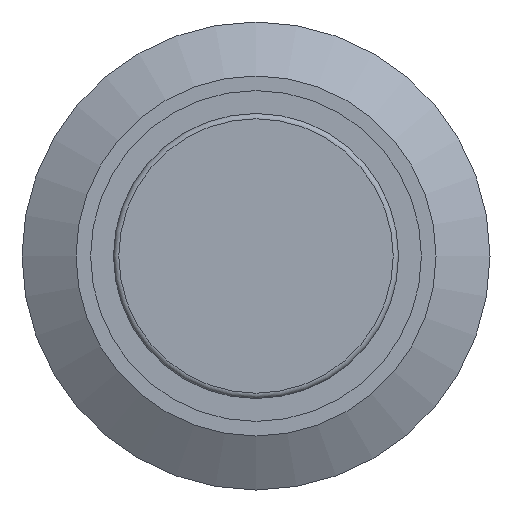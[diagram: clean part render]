
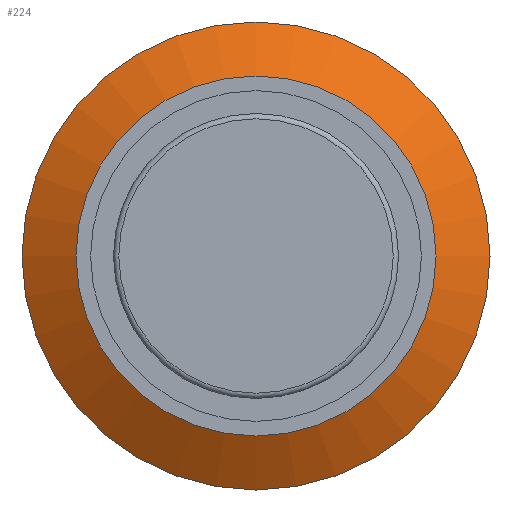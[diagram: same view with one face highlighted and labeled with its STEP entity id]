
A CAD part, left-side view. The second image highlights one B-rep face of the part: STEP entity #224.
In plain terms, the highlighted conical face has half-angle 59.421 degrees and reference radius 9.731 mm.
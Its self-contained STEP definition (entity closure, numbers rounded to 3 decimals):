
#197=CARTESIAN_POINT('',(-1.25,0.0,0.0));
#198=DIRECTION('',(1.0,0.0,0.0));
#199=DIRECTION('',(0.0,0.0,1.0));
#200=AXIS2_PLACEMENT_3D('',#197,#198,#199);
#201=CONICAL_SURFACE('',#200,9.731,59.421);
#202=CARTESIAN_POINT('',(-2.0,0.0,8.462));
#203=VERTEX_POINT('',#202);
#204=CARTESIAN_POINT('',(-2.0,0.0,0.0));
#205=DIRECTION('',(-1.0,0.0,0.0));
#206=DIRECTION('',(0.0,0.0,1.0));
#207=AXIS2_PLACEMENT_3D('',#204,#205,#206);
#208=CIRCLE('',#207,8.462);
#209=EDGE_CURVE('',#203,#203,#208,.T.);
#210=ORIENTED_EDGE('',*,*,#209,.F.);
#211=EDGE_LOOP('',(#210));
#212=FACE_OUTER_BOUND('',#211,.T.);
#213=CARTESIAN_POINT('',(-0.5,11.0,0.));
#214=VERTEX_POINT('',#213);
#215=CARTESIAN_POINT('',(-0.5,0.0,0.0));
#216=DIRECTION('',(1.0,0.0,0.0));
#217=DIRECTION('',(0.0,-1.0,0.0));
#218=AXIS2_PLACEMENT_3D('',#215,#216,#217);
#219=CIRCLE('',#218,11.0);
#220=EDGE_CURVE('',#214,#214,#219,.T.);
#221=ORIENTED_EDGE('',*,*,#220,.F.);
#222=EDGE_LOOP('',(#221));
#223=FACE_BOUND('',#222,.T.);
#224=ADVANCED_FACE('',(#212,#223),#201,.T.);
